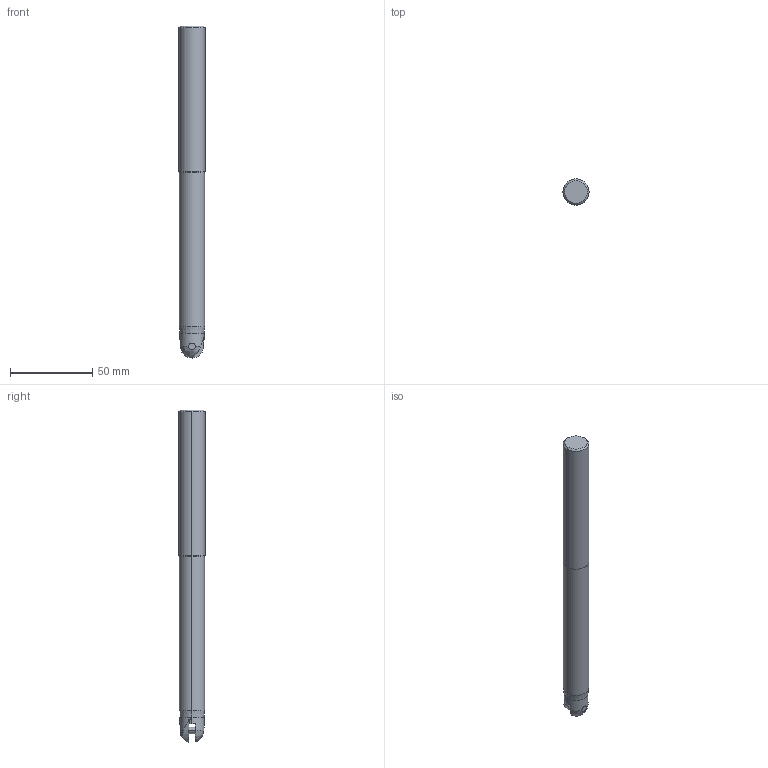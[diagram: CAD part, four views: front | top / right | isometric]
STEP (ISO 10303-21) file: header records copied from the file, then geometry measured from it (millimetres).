
FILE_DESCRIPTION(/* description */ (''),/* implementation_level */ '2;1');
FILE_NAME(/* name */ 'SRFU10S10LW.stp',/* time_stamp */ '2017-12-21T10:02:04+09:00',/* author */ (''),/* organization */ (''),/* preprocessor_version */ 'ST-DEVELOPER v16',/* originating_system */ 'SIEMENS PLM Software NX 10.0',/* authorisation */ '');
FILE_SCHEMA (('AUTOMOTIVE_DESIGN { 1 0 10303 214 3 1 1 1 }'));
Length unit declared in the file: millimetre
Products named in the file (1): SRFU10S10LW_ASM
Bounding box: 15.88 x 15.88 x 202.28 mm (x, y, z)
Volume: 37307.6 mm3; surface area: 10572.5 mm2
Topology: 2 solids, 2 shells, 76 faces, 198 edges, 127 vertices
Faces by surface type: cylinder 36, plane 22, cone 14, bspline 4
Entity records: 2740 total; most frequent: CARTESIAN_POINT 739, DIRECTION 431, ORIENTED_EDGE 396, EDGE_CURVE 198, AXIS2_PLACEMENT_3D 177, VERTEX_POINT 127, CIRCLE 88, EDGE_LOOP 81
